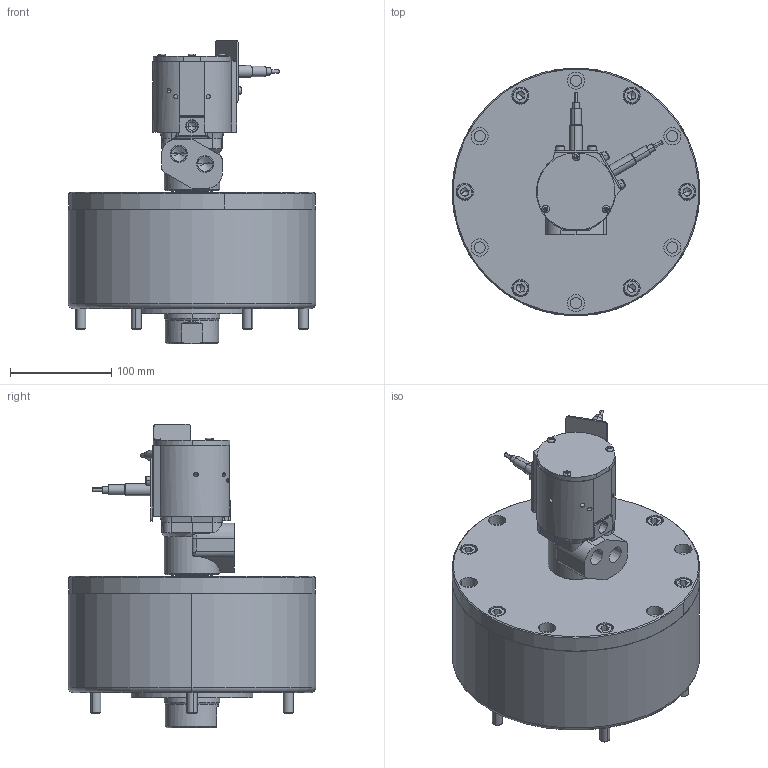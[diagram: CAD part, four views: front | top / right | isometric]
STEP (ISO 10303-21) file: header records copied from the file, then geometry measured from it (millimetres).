
FILE_DESCRIPTION (( 'STEP AP203' ), '1' );
FILE_NAME ('CF-RS-200N.STEP', '2023-09-28T03:05:03', ( '' ), ( '' ), 'SwSTEP 2.0', 'SolidWorks 2020', '' );
FILE_SCHEMA (( 'CONFIG_CONTROL_DESIGN' ));
Length unit declared in the file: millimetre
Products named in the file (12): 圓頭內六角螺栓_M5x12; RK-100閥體(小); 圓頭內六角螺栓_M10x125; RS-200行控盒; CF-RS-200N; RS-200後蓋; 半圓頭六角孔螺栓_M4x8; RK-200缸體; RS-200 感應器定位板; RS-200N 閥軸; IFS287; RS-200活塞
Assembly tree (23 placements, depth 2):
  CF-RS-200N
    RK-200缸體
    RS-200N 閥軸
    RS-200活塞
    RK-100閥體(小)
    RS-200行控盒
    RS-200後蓋
    半圓頭六角孔螺栓_M4x8  x3
    RS-200 感應器定位板  x2
    IFS287  x2
    圓頭內六角螺栓_M5x12  x4
    圓頭內六角螺栓_M10x125  x6
Bounding box: 245 x 245 x 300.5 mm (x, y, z)
Volume: 4902578.2 mm3; surface area: 594403.6 mm2
Topology: 23 solids, 23 shells, 788 faces, 1855 edges, 1118 vertices
Faces by surface type: plane 323, cylinder 281, cone 162, torus 14, bspline 8
Entity records: 16833 total; most frequent: CARTESIAN_POINT 3399, DIRECTION 2667, ORIENTED_EDGE 2300, EDGE_CURVE 1150, AXIS2_PLACEMENT_3D 1056, VERTEX_POINT 730, EDGE_LOOP 618, LINE 555
